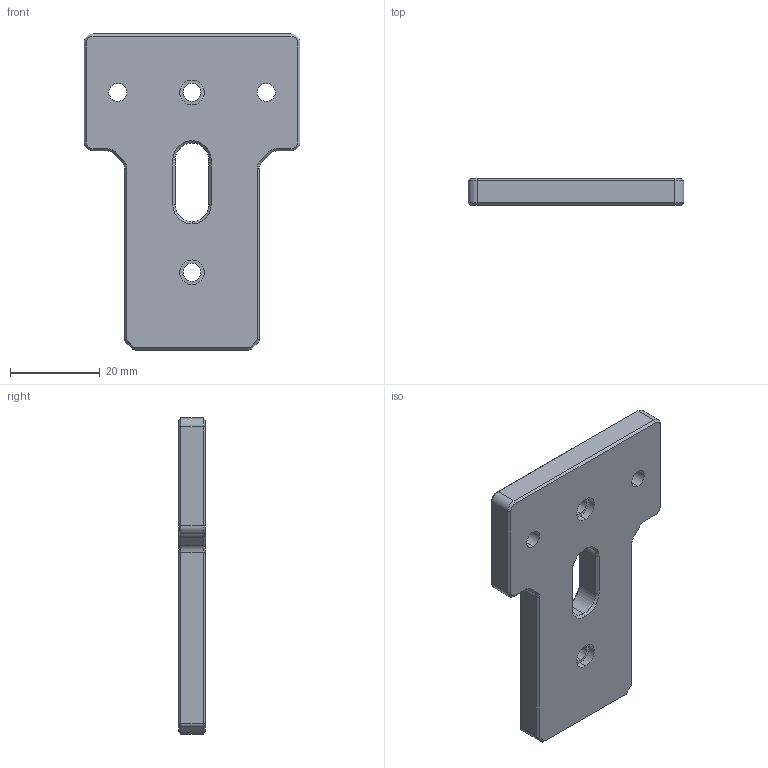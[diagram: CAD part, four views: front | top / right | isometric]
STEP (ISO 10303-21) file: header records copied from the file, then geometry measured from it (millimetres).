
FILE_DESCRIPTION (( 'STEP AP203' ), '1' );
FILE_NAME ('Y-Axis Linear Guide Plate Support.STEP', '2020-08-20T18:42:59', ( '' ), ( '' ), 'SwSTEP 2.0', 'SolidWorks 2019', '' );
FILE_SCHEMA (( 'CONFIG_CONTROL_DESIGN' ));
Length unit declared in the file: millimetre
Products named in the file (1): Y-Axis Linear Guide Plate Support
Bounding box: 48 x 6 x 70.3 mm (x, y, z)
Volume: 14352.8 mm3; surface area: 6600.9 mm2
Topology: 1 solids, 1 shells, 103 faces, 240 edges, 141 vertices
Faces by surface type: plane 46, cone 30, cylinder 27
Entity records: 2980 total; most frequent: DIRECTION 533, CARTESIAN_POINT 485, ORIENTED_EDGE 480, EDGE_CURVE 240, AXIS2_PLACEMENT_3D 189, LINE 155, VECTOR 155, VERTEX_POINT 141
